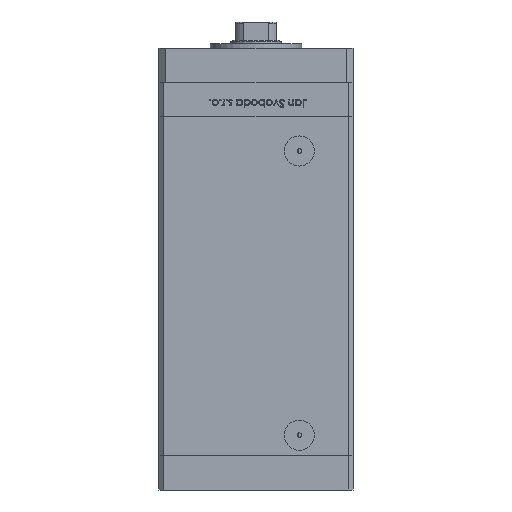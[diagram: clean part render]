
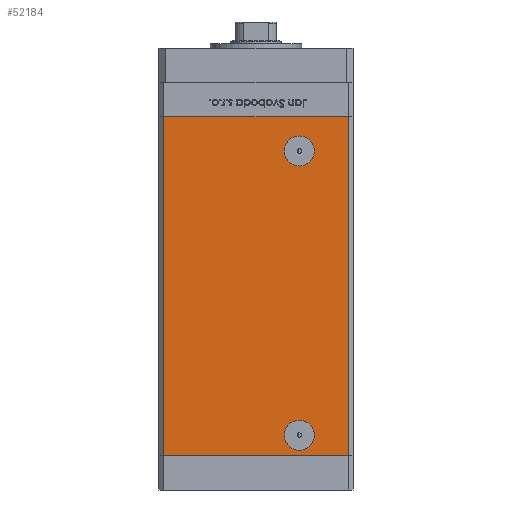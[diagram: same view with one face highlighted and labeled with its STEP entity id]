
A CAD part, front view. The second image highlights one B-rep face of the part: STEP entity #52184.
In plain terms, the highlighted planar face has unit normal (0, -1, 0).
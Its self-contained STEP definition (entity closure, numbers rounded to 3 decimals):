
#413 = CIRCLE ( 'NONE', #22048, 6.58 ) ;
#548 = FACE_BOUND ( 'NONE', #35224, .T. ) ;
#629 = CARTESIAN_POINT ( 'NONE',  ( 19., -37.5, 15.58 ) ) ;
#813 = DIRECTION ( 'NONE',  ( 0., 0., -1. ) ) ;
#2682 = EDGE_CURVE ( 'NONE', #49380, #47498, #17695, .T. ) ;
#3154 = LINE ( 'NONE', #27001, #6567 ) ;
#3358 = CARTESIAN_POINT ( 'NONE',  ( 19., -37.5, 133.5 ) ) ;
#3680 = EDGE_CURVE ( 'NONE', #37396, #31482, #413, .T. ) ;
#3864 = VECTOR ( 'NONE', #50895, 1000. ) ;
#4353 = DIRECTION ( 'NONE',  ( 0., 0., 1. ) ) ;
#4675 = ORIENTED_EDGE ( 'NONE', *, *, #3680, .T. ) ;
#4775 = ORIENTED_EDGE ( 'NONE', *, *, #2682, .F. ) ;
#6182 = DIRECTION ( 'NONE',  ( 0., 1., 0. ) ) ;
#6364 = DIRECTION ( 'NONE',  ( 0., 0., -1. ) ) ;
#6395 = DIRECTION ( 'NONE',  ( 1., 0., 0. ) ) ;
#6456 = CIRCLE ( 'NONE', #47151, 6.58 ) ;
#6567 = VECTOR ( 'NONE', #6395, 1000. ) ;
#9043 = CARTESIAN_POINT ( 'NONE',  ( 19., -37.5, 140.08 ) ) ;
#9330 = CARTESIAN_POINT ( 'NONE',  ( -40.5, -37.5, 148.5 ) ) ;
#9847 = VERTEX_POINT ( 'NONE', #9330 ) ;
#10727 = CARTESIAN_POINT ( 'NONE',  ( 19., -37.5, 9. ) ) ;
#11259 = VERTEX_POINT ( 'NONE', #19400 ) ;
#11881 = AXIS2_PLACEMENT_3D ( 'NONE', #46383, #46117, #4353 ) ;
#12311 = ORIENTED_EDGE ( 'NONE', *, *, #25023, .F. ) ;
#12681 = EDGE_LOOP ( 'NONE', ( #46921, #12311, #51602, #52446 ) ) ;
#13029 = EDGE_LOOP ( 'NONE', ( #45111, #4675 ) ) ;
#13847 = AXIS2_PLACEMENT_3D ( 'NONE', #10727, #14811, #15339 ) ;
#14523 = CARTESIAN_POINT ( 'NONE',  ( 40.5, -37.5, 148.5 ) ) ;
#14811 = DIRECTION ( 'NONE',  ( 0., -1., 0. ) ) ;
#15339 = DIRECTION ( 'NONE',  ( 0., 0., -1. ) ) ;
#17371 = CARTESIAN_POINT ( 'NONE',  ( -40.5, -37.5, 148.5 ) ) ;
#17375 = FACE_BOUND ( 'NONE', #13029, .T. ) ;
#17437 = VECTOR ( 'NONE', #813, 1000. ) ;
#17695 = CIRCLE ( 'NONE', #26336, 6.58 ) ;
#17822 = CARTESIAN_POINT ( 'NONE',  ( -40.5, -37.5, 148.5 ) ) ;
#18417 = CARTESIAN_POINT ( 'NONE',  ( 19., -37.5, 133.5 ) ) ;
#18624 = LINE ( 'NONE', #17822, #3864 ) ;
#19400 = CARTESIAN_POINT ( 'NONE',  ( -40.5, -37.5, 0. ) ) ;
#19644 = DIRECTION ( 'NONE',  ( 0., 0., -1. ) ) ;
#19782 = VERTEX_POINT ( 'NONE', #33256 ) ;
#19894 = CIRCLE ( 'NONE', #13847, 6.58 ) ;
#21593 = EDGE_CURVE ( 'NONE', #47498, #49380, #19894, .T. ) ;
#22048 = AXIS2_PLACEMENT_3D ( 'NONE', #18417, #6182, #22716 ) ;
#22716 = DIRECTION ( 'NONE',  ( 0., 0., -1. ) ) ;
#25023 = EDGE_CURVE ( 'NONE', #41401, #19782, #31312, .T. ) ;
#26336 = AXIS2_PLACEMENT_3D ( 'NONE', #33560, #29493, #41720 ) ;
#27001 = CARTESIAN_POINT ( 'NONE',  ( -40.5, -37.5, 0. ) ) ;
#27337 = EDGE_CURVE ( 'NONE', #9847, #11259, #35428, .T. ) ;
#28270 = DIRECTION ( 'NONE',  ( 0., 1., 0. ) ) ;
#29493 = DIRECTION ( 'NONE',  ( 0., -1., 0. ) ) ;
#31312 = LINE ( 'NONE', #14523, #49400 ) ;
#31482 = VERTEX_POINT ( 'NONE', #38624 ) ;
#33256 = CARTESIAN_POINT ( 'NONE',  ( 40.5, -37.5, 0. ) ) ;
#33560 = CARTESIAN_POINT ( 'NONE',  ( 19., -37.5, 9. ) ) ;
#34152 = PLANE ( 'NONE',  #11881 ) ;
#35224 = EDGE_LOOP ( 'NONE', ( #4775, #44649 ) ) ;
#35428 = LINE ( 'NONE', #17371, #17437 ) ;
#37396 = VERTEX_POINT ( 'NONE', #9043 ) ;
#37416 = FACE_OUTER_BOUND ( 'NONE', #12681, .T. ) ;
#38624 = CARTESIAN_POINT ( 'NONE',  ( 19., -37.5, 126.92 ) ) ;
#39547 = CARTESIAN_POINT ( 'NONE',  ( 19., -37.5, 2.42 ) ) ;
#40360 = EDGE_CURVE ( 'NONE', #31482, #37396, #6456, .T. ) ;
#41237 = EDGE_CURVE ( 'NONE', #9847, #41401, #18624, .T. ) ;
#41401 = VERTEX_POINT ( 'NONE', #42686 ) ;
#41720 = DIRECTION ( 'NONE',  ( 0., 0., -1. ) ) ;
#42686 = CARTESIAN_POINT ( 'NONE',  ( 40.5, -37.5, 148.5 ) ) ;
#44649 = ORIENTED_EDGE ( 'NONE', *, *, #21593, .F. ) ;
#45111 = ORIENTED_EDGE ( 'NONE', *, *, #40360, .T. ) ;
#46117 = DIRECTION ( 'NONE',  ( 0., 1., 0. ) ) ;
#46383 = CARTESIAN_POINT ( 'NONE',  ( -40.5, -37.5, 148.5 ) ) ;
#46921 = ORIENTED_EDGE ( 'NONE', *, *, #49697, .T. ) ;
#47151 = AXIS2_PLACEMENT_3D ( 'NONE', #3358, #28270, #19644 ) ;
#47498 = VERTEX_POINT ( 'NONE', #629 ) ;
#49380 = VERTEX_POINT ( 'NONE', #39547 ) ;
#49400 = VECTOR ( 'NONE', #6364, 1000. ) ;
#49697 = EDGE_CURVE ( 'NONE', #11259, #19782, #3154, .T. ) ;
#50895 = DIRECTION ( 'NONE',  ( 1., 0., 0. ) ) ;
#51602 = ORIENTED_EDGE ( 'NONE', *, *, #41237, .F. ) ;
#52184 = ADVANCED_FACE ( 'NONE', ( #548, #37416, #17375 ), #34152, .F. ) ;
#52446 = ORIENTED_EDGE ( 'NONE', *, *, #27337, .T. ) ;
